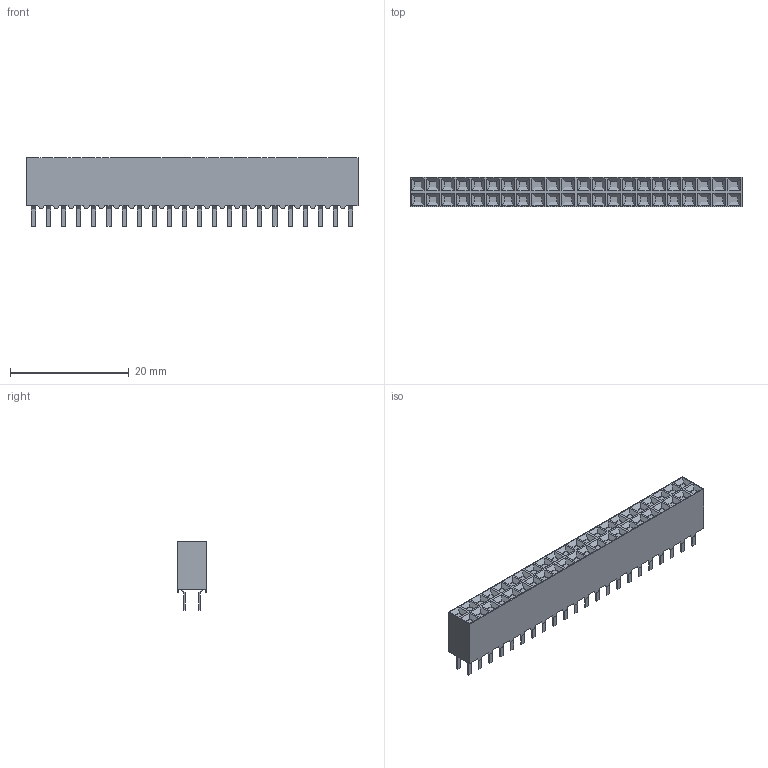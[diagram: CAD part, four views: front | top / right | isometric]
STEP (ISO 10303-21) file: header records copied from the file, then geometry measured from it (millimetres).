
FILE_DESCRIPTION(('STEP AP242'),'1');
FILE_NAME('7-534206-2.stp','2023-03-01T11:48:54',('TraceParts'),('TraceParts S.A.'),'Spatial InterOp 3D',' ',' ');
FILE_SCHEMA(('AP242_MANAGED_MODEL_BASED_3D_ENGINEERING_MIM_LF {1 0 10303 442 1 1 4}'));
Length unit declared in the file: millimetre
Products named in the file (1): 7-534206-2
Bounding box: 55.88 x 5.03 x 11.56 mm (x, y, z)
Volume: 2228.8 mm3; surface area: 1985.5 mm2
Topology: 1 solids, 1 shells, 878 faces, 2188 edges, 1400 vertices
Faces by surface type: plane 878
Entity records: 25339 total; most frequent: CARTESIAN_POINT 4467, ORIENTED_EDGE 4376, DIRECTION 3946, EDGE_CURVE 2188, LINE 2188, VECTOR 2188, VERTEX_POINT 1400, EDGE_LOOP 966
